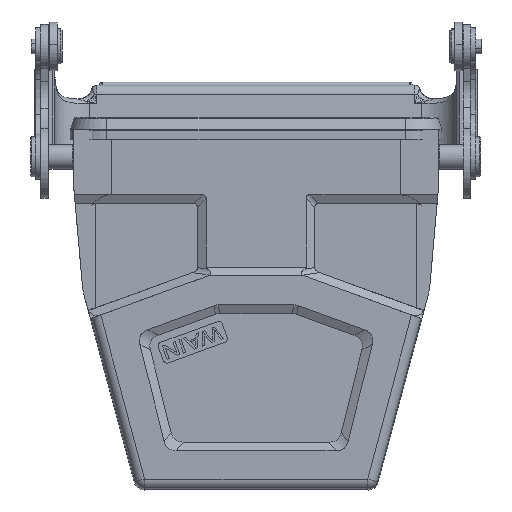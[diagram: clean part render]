
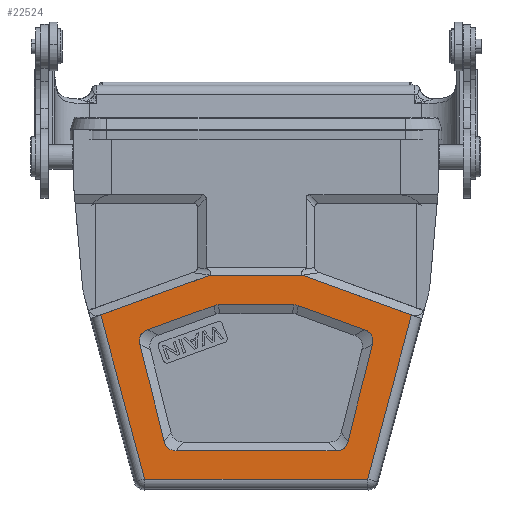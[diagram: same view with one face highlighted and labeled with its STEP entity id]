
A CAD part, front view. The second image highlights one B-rep face of the part: STEP entity #22524.
In plain terms, the highlighted planar face has unit normal (0, -1, 0).
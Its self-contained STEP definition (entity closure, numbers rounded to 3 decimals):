
#1126=DIRECTION('',(0.259,0.,-0.966));
#1127=VECTOR('',#1126,33.969);
#1128=CARTESIAN_POINT('',(-31.065,-22.5,-37.01));
#1129=LINE('',#1128,#1127);
#1130=DIRECTION('',(0.94,0.,0.342));
#1131=VECTOR('',#1130,23.257);
#1132=CARTESIAN_POINT('',(-31.065,-22.5,-37.01));
#1133=LINE('',#1132,#1131);
#1134=DIRECTION('',(1.,0.,0.));
#1135=VECTOR('',#1134,18.42);
#1136=CARTESIAN_POINT('',(-9.21,-22.499,
-29.055));
#1137=LINE('',#1136,#1135);
#1138=DIRECTION('',(0.94,0.,-0.342));
#1139=VECTOR('',#1138,23.257);
#1140=CARTESIAN_POINT('',(9.21,-22.499,
-29.055));
#1141=LINE('',#1140,#1139);
#1142=DIRECTION('',(0.259,0.,0.966));
#1143=VECTOR('',#1142,33.969);
#1144=CARTESIAN_POINT('',(22.273,-22.5,-69.821));
#1145=LINE('',#1144,#1143);
#1146=DIRECTION('',(1.,0.,0.));
#1147=VECTOR('',#1146,44.546);
#1148=CARTESIAN_POINT('',(-22.273,-22.5,-69.821));
#1149=LINE('',#1148,#1147);
#1150=DIRECTION('',(0.242,0.,-0.97));
#1151=VECTOR('',#1150,19.974);
#1152=CARTESIAN_POINT('',(-23.224,-22.5,
-42.895));
#1153=LINE('',#1152,#1151);
#1154=CARTESIAN_POINT('',(-15.977,-22.5,-64.151));
#1155=CARTESIAN_POINT('',(-16.241,-22.5,-64.151));
#1156=CARTESIAN_POINT('',(-16.726,-22.5,
-64.094));
#1157=CARTESIAN_POINT('',(-17.322,-22.5,
-63.857));
#1158=CARTESIAN_POINT('',(-17.788,-22.5,
-63.497));
#1159=CARTESIAN_POINT('',(-18.162,-22.5,
-62.984));
#1160=CARTESIAN_POINT('',(-18.335,-22.5,
-62.531));
#1161=CARTESIAN_POINT('',(-18.398,-22.5,
-62.277));
#1163=DIRECTION('',(1.,0.,0.));
#1164=VECTOR('',#1163,31.955);
#1165=CARTESIAN_POINT('',(-15.977,-22.5,-64.151));
#1166=LINE('',#1165,#1164);
#1167=CARTESIAN_POINT('',(15.977,-22.5,-64.151));
#1168=CARTESIAN_POINT('',(16.243,-22.5,-64.151));
#1169=CARTESIAN_POINT('',(16.73,-22.5,
-64.093));
#1170=CARTESIAN_POINT('',(17.327,-22.5,
-63.854));
#1171=CARTESIAN_POINT('',(17.788,-22.5,
-63.496));
#1172=CARTESIAN_POINT('',(18.162,-22.5,
-62.984));
#1173=CARTESIAN_POINT('',(18.335,-22.5,
-62.532));
#1174=CARTESIAN_POINT('',(18.398,-22.5,
-62.277));
#1176=DIRECTION('',(0.242,0.,0.97));
#1177=VECTOR('',#1176,19.974);
#1178=CARTESIAN_POINT('',(18.398,-22.5,
-62.277));
#1179=LINE('',#1178,#1177);
#1180=CARTESIAN_POINT('',(23.224,-22.5,
-42.895));
#1181=CARTESIAN_POINT('',(23.284,-22.5,
-42.656));
#1182=CARTESIAN_POINT('',(23.349,-22.5,
-42.205));
#1183=CARTESIAN_POINT('',(23.294,-22.5,
-41.596));
#1184=CARTESIAN_POINT('',(23.102,-22.5,
-41.085));
#1185=CARTESIAN_POINT('',(22.779,-22.5,
-40.639));
#1186=CARTESIAN_POINT('',(22.297,-22.5,
-40.251));
#1187=CARTESIAN_POINT('',(21.88,-22.5,
-40.052));
#1188=CARTESIAN_POINT('',(21.647,-22.5,
-39.967));
#1190=DIRECTION('',(0.94,0.,-0.342));
#1191=VECTOR('',#1190,14.082);
#1192=CARTESIAN_POINT('',(8.414,-22.5,-35.151));
#1193=LINE('',#1192,#1191);
#1194=CARTESIAN_POINT('',(8.414,-22.5,-35.151));
#1195=CARTESIAN_POINT('',(8.138,-22.5,-35.05));
#1196=CARTESIAN_POINT('',(7.853,-22.5,-35.));
#1197=CARTESIAN_POINT('',(7.559,-22.5,-35.));
#1199=DIRECTION('',(-1.,0.,0.));
#1200=VECTOR('',#1199,15.118);
#1201=CARTESIAN_POINT('',(7.559,-22.5,-35.));
#1202=LINE('',#1201,#1200);
#1203=CARTESIAN_POINT('',(-7.559,-22.5,-35.));
#1204=CARTESIAN_POINT('',(-7.853,-22.5,-35.));
#1205=CARTESIAN_POINT('',(-8.138,-22.5,-35.05));
#1206=CARTESIAN_POINT('',(-8.414,-22.5,-35.151));
#1208=DIRECTION('',(0.94,0.,0.342));
#1209=VECTOR('',#1208,14.082);
#1210=CARTESIAN_POINT('',(-21.647,-22.5,
-39.967));
#1211=LINE('',#1210,#1209);
#1212=CARTESIAN_POINT('',(-21.647,-22.5,
-39.967));
#1213=CARTESIAN_POINT('',(-21.88,-22.5,
-40.052));
#1214=CARTESIAN_POINT('',(-22.296,-22.5,
-40.251));
#1215=CARTESIAN_POINT('',(-22.779,-22.5,
-40.639));
#1216=CARTESIAN_POINT('',(-23.102,-22.5,
-41.085));
#1217=CARTESIAN_POINT('',(-23.294,-22.5,
-41.596));
#1218=CARTESIAN_POINT('',(-23.349,-22.5,
-42.204));
#1219=CARTESIAN_POINT('',(-23.284,-22.5,
-42.656));
#1220=CARTESIAN_POINT('',(-23.224,-22.5,
-42.895));
#1236=CARTESIAN_POINT('',(-31.065,-22.5,-37.01));
#1862=CARTESIAN_POINT('',(31.065,-22.5,-37.01));
#17559=CARTESIAN_POINT('',(-23.224,-22.5,
-42.895));
#17560=CARTESIAN_POINT('',(-18.398,-22.5,
-62.277));
#17561=VERTEX_POINT('',#17559);
#17562=VERTEX_POINT('',#17560);
#17563=VERTEX_POINT('',#1154);
#17564=VERTEX_POINT('',#1167);
#17565=VERTEX_POINT('',#1174);
#17566=CARTESIAN_POINT('',(23.224,-22.5,
-42.895));
#17567=VERTEX_POINT('',#17566);
#17568=VERTEX_POINT('',#1188);
#17569=CARTESIAN_POINT('',(8.414,-22.5,-35.151));
#17570=VERTEX_POINT('',#17569);
#17571=VERTEX_POINT('',#1197);
#17572=CARTESIAN_POINT('',(-7.559,-22.5,-35.));
#17573=VERTEX_POINT('',#17572);
#17574=VERTEX_POINT('',#1206);
#17575=CARTESIAN_POINT('',(-21.647,-22.5,
-39.967));
#17576=VERTEX_POINT('',#17575);
#17650=CARTESIAN_POINT('',(-9.21,-22.499,
-29.055));
#17651=CARTESIAN_POINT('',(9.21,-22.499,
-29.055));
#17652=VERTEX_POINT('',#17650);
#17653=VERTEX_POINT('',#17651);
#17767=VERTEX_POINT('',#1236);
#17768=CARTESIAN_POINT('',(-22.273,-22.5,-69.821));
#17769=VERTEX_POINT('',#17768);
#17770=CARTESIAN_POINT('',(22.273,-22.5,-69.821));
#17771=VERTEX_POINT('',#17770);
#17772=VERTEX_POINT('',#1862);
#22480=CARTESIAN_POINT('',(0.,-22.5,0.));
#22481=DIRECTION('',(0.,1.,0.));
#22482=DIRECTION('',(1.,0.,0.));
#22483=AXIS2_PLACEMENT_3D('',#22480,#22481,#22482);
#22484=PLANE('',#22483);
#22486=ORIENTED_EDGE('',*,*,#22485,.F.);
#22488=ORIENTED_EDGE('',*,*,#22487,.T.);
#22490=ORIENTED_EDGE('',*,*,#22489,.T.);
#22492=ORIENTED_EDGE('',*,*,#22491,.T.);
#22494=ORIENTED_EDGE('',*,*,#22493,.F.);
#22495=ORIENTED_EDGE('',*,*,#22471,.F.);
#22496=EDGE_LOOP('',(#22486,#22488,#22490,#22492,#22494,#22495));
#22497=FACE_OUTER_BOUND('',#22496,.F.);
#22499=ORIENTED_EDGE('',*,*,#22498,.T.);
#22501=ORIENTED_EDGE('',*,*,#22500,.F.);
#22503=ORIENTED_EDGE('',*,*,#22502,.T.);
#22505=ORIENTED_EDGE('',*,*,#22504,.T.);
#22507=ORIENTED_EDGE('',*,*,#22506,.T.);
#22509=ORIENTED_EDGE('',*,*,#22508,.T.);
#22511=ORIENTED_EDGE('',*,*,#22510,.F.);
#22513=ORIENTED_EDGE('',*,*,#22512,.T.);
#22515=ORIENTED_EDGE('',*,*,#22514,.T.);
#22517=ORIENTED_EDGE('',*,*,#22516,.T.);
#22519=ORIENTED_EDGE('',*,*,#22518,.F.);
#22521=ORIENTED_EDGE('',*,*,#22520,.T.);
#22522=EDGE_LOOP('',(#22499,#22501,#22503,#22505,#22507,#22509,#22511,#22513,
#22515,#22517,#22519,#22521));
#22523=FACE_BOUND('',#22522,.F.);
#22524=ADVANCED_FACE('',(#22497,#22523),#22484,.F.);
#1162=B_SPLINE_CURVE_WITH_KNOTS('',3,(#1154,#1155,#1156,#1157,#1158,#1159,#1160,
#1161),.UNSPECIFIED.,.F.,.F.,(4,1,1,1,1,4),(0.,0.2,0.4,0.6,0.8,1.),
.UNSPECIFIED.);
#1175=B_SPLINE_CURVE_WITH_KNOTS('',3,(#1167,#1168,#1169,#1170,#1171,#1172,#1173,
#1174),.UNSPECIFIED.,.F.,.F.,(4,1,1,1,1,4),(0.,0.2,0.4,0.6,0.8,1.),
.UNSPECIFIED.);
#1189=B_SPLINE_CURVE_WITH_KNOTS('',3,(#1180,#1181,#1182,#1183,#1184,#1185,#1186,
#1187,#1188),.UNSPECIFIED.,.F.,.F.,(4,1,1,1,1,1,4),(0.,0.167,
0.333,0.5,0.667,0.833,1.),
.UNSPECIFIED.);
#1198=B_SPLINE_CURVE_WITH_KNOTS('',3,(#1194,#1195,#1196,#1197),.UNSPECIFIED.,
.F.,.F.,(4,4),(0.,1.),.UNSPECIFIED.);
#1207=B_SPLINE_CURVE_WITH_KNOTS('',3,(#1203,#1204,#1205,#1206),.UNSPECIFIED.,
.F.,.F.,(4,4),(0.,1.),.UNSPECIFIED.);
#1221=B_SPLINE_CURVE_WITH_KNOTS('',3,(#1212,#1213,#1214,#1215,#1216,#1217,#1218,
#1219,#1220),.UNSPECIFIED.,.F.,.F.,(4,1,1,1,1,1,4),(0.,0.167,
0.333,0.5,0.667,0.833,1.),
.UNSPECIFIED.);
#22471=EDGE_CURVE('',#17769,#17771,#1149,.T.);
#22485=EDGE_CURVE('',#17767,#17769,#1129,.T.);
#22487=EDGE_CURVE('',#17767,#17652,#1133,.T.);
#22489=EDGE_CURVE('',#17652,#17653,#1137,.T.);
#22491=EDGE_CURVE('',#17653,#17772,#1141,.T.);
#22493=EDGE_CURVE('',#17771,#17772,#1145,.T.);
#22498=EDGE_CURVE('',#17561,#17562,#1153,.T.);
#22500=EDGE_CURVE('',#17563,#17562,#1162,.T.);
#22502=EDGE_CURVE('',#17563,#17564,#1166,.T.);
#22504=EDGE_CURVE('',#17564,#17565,#1175,.T.);
#22506=EDGE_CURVE('',#17565,#17567,#1179,.T.);
#22508=EDGE_CURVE('',#17567,#17568,#1189,.T.);
#22510=EDGE_CURVE('',#17570,#17568,#1193,.T.);
#22512=EDGE_CURVE('',#17570,#17571,#1198,.T.);
#22514=EDGE_CURVE('',#17571,#17573,#1202,.T.);
#22516=EDGE_CURVE('',#17573,#17574,#1207,.T.);
#22518=EDGE_CURVE('',#17576,#17574,#1211,.T.);
#22520=EDGE_CURVE('',#17576,#17561,#1221,.T.);
